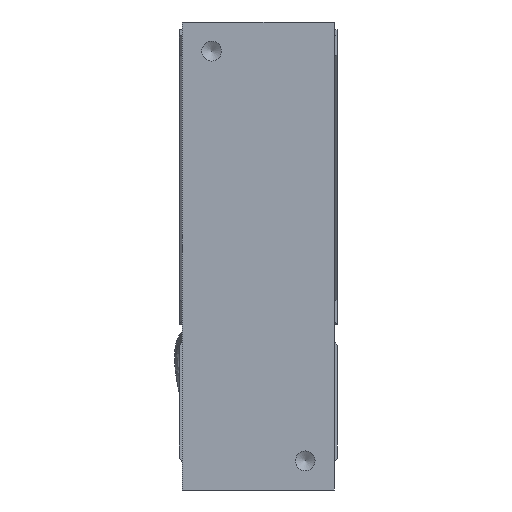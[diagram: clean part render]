
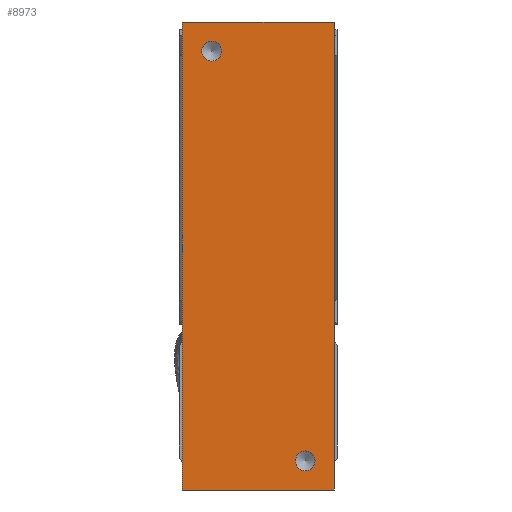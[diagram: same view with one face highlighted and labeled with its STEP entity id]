
A CAD part, front view. The second image highlights one B-rep face of the part: STEP entity #8973.
In plain terms, the highlighted planar face has unit normal (0, -1, 0).
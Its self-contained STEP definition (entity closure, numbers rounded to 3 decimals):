
#296=FACE_BOUND('',#1317,.T.);
#297=FACE_BOUND('',#1318,.T.);
#433=PLANE('',#9608);
#759=FACE_OUTER_BOUND('',#1316,.T.);
#1316=EDGE_LOOP('',(#6529,#6530,#6531,#6532));
#1317=EDGE_LOOP('',(#6533));
#1318=EDGE_LOOP('',(#6534));
#1884=CIRCLE('',#9609,1.621);
#1885=CIRCLE('',#9610,1.621);
#2321=LINE('',#13273,#3160);
#2325=LINE('',#13282,#3164);
#2372=LINE('',#13770,#3211);
#2373=LINE('',#13772,#3212);
#3160=VECTOR('',#10624,10.);
#3164=VECTOR('',#10630,10.);
#3211=VECTOR('',#10825,10.);
#3212=VECTOR('',#10828,10.);
#3980=VERTEX_POINT('',#13267);
#3982=VERTEX_POINT('',#13271);
#3984=VERTEX_POINT('',#13276);
#3986=VERTEX_POINT('',#13280);
#4048=VERTEX_POINT('',#13773);
#4049=VERTEX_POINT('',#13775);
#4887=EDGE_CURVE('',#3980,#3982,#2321,.T.);
#4891=EDGE_CURVE('',#3984,#3986,#2325,.T.);
#4988=EDGE_CURVE('',#3986,#3980,#2372,.T.);
#4989=EDGE_CURVE('',#3984,#3982,#2373,.T.);
#4990=EDGE_CURVE('',#4048,#4048,#1884,.T.);
#4991=EDGE_CURVE('',#4049,#4049,#1885,.T.);
#6529=ORIENTED_EDGE('',*,*,#4891,.T.);
#6530=ORIENTED_EDGE('',*,*,#4988,.T.);
#6531=ORIENTED_EDGE('',*,*,#4887,.T.);
#6532=ORIENTED_EDGE('',*,*,#4989,.F.);
#6533=ORIENTED_EDGE('',*,*,#4990,.T.);
#6534=ORIENTED_EDGE('',*,*,#4991,.T.);
#8973=ADVANCED_FACE('',(#759,#296,#297),#433,.T.);
#9608=AXIS2_PLACEMENT_3D('',#13771,#10826,#10827);
#9609=AXIS2_PLACEMENT_3D('',#13774,#10829,#10830);
#9610=AXIS2_PLACEMENT_3D('',#13776,#10831,#10832);
#10624=DIRECTION('',(1.,0.,0.));
#10630=DIRECTION('',(-1.,0.,0.));
#10825=DIRECTION('',(0.,0.,-1.));
#10826=DIRECTION('center_axis',(0.,-1.,0.));
#10827=DIRECTION('ref_axis',(0.,0.,-1.));
#10828=DIRECTION('',(0.,0.,-1.));
#10829=DIRECTION('center_axis',(0.,1.,0.));
#10830=DIRECTION('ref_axis',(1.,0.,0.));
#10831=DIRECTION('center_axis',(0.,1.,0.));
#10832=DIRECTION('ref_axis',(1.,0.,0.));
#13267=CARTESIAN_POINT('',(-12.5,-12.5,-38.5));
#13271=CARTESIAN_POINT('',(12.5,-12.5,-38.5));
#13273=CARTESIAN_POINT('',(12.5,-12.5,-38.5));
#13276=CARTESIAN_POINT('',(12.5,-12.5,38.5));
#13280=CARTESIAN_POINT('',(-12.5,-12.5,38.5));
#13282=CARTESIAN_POINT('',(12.5,-12.5,38.5));
#13770=CARTESIAN_POINT('',(-12.5,-12.5,0.));
#13771=CARTESIAN_POINT('Origin',(12.5,-12.5,0.));
#13772=CARTESIAN_POINT('',(12.5,-12.5,0.));
#13773=CARTESIAN_POINT('',(-9.321,-12.5,33.7));
#13774=CARTESIAN_POINT('Origin',(-7.7,-12.5,33.7));
#13775=CARTESIAN_POINT('',(6.079,-12.5,-33.7));
#13776=CARTESIAN_POINT('Origin',(7.7,-12.5,-33.7));
